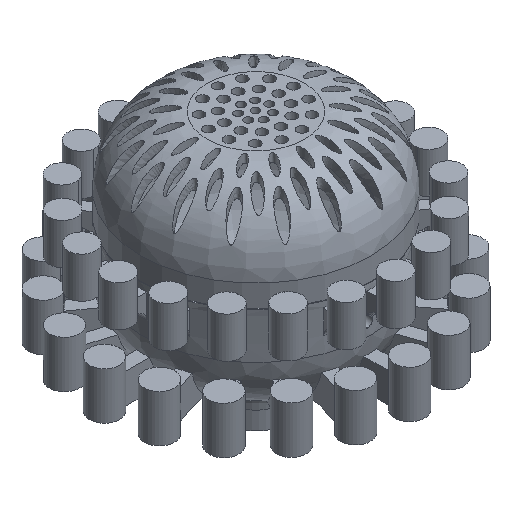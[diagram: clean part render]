
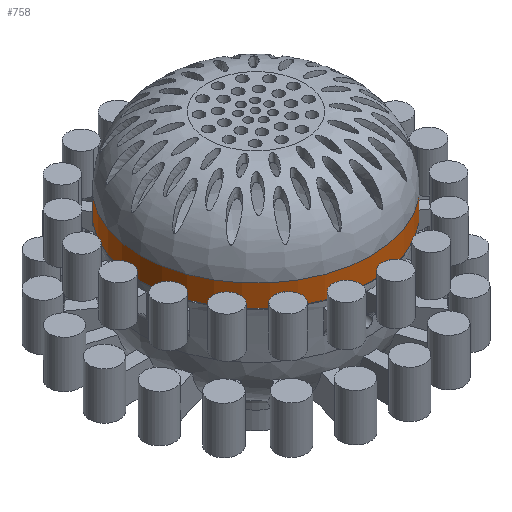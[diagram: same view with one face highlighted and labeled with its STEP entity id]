
A CAD part, isometric view. The second image highlights one B-rep face of the part: STEP entity #758.
In plain terms, the highlighted cylindrical face has radius 27.5 mm (diameter 55 mm), a full revolution.
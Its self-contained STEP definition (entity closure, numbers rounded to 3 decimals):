
#708=CARTESIAN_POINT('',(363.223,1514.67,18.616));
#709=DIRECTION('',(0.,0.,-1.));
#710=DIRECTION('',(-1.,0.,0.));
#711=AXIS2_PLACEMENT_3D('',#708,#709,#710);
#712=CYLINDRICAL_SURFACE('',#711,27.5);
#713=CARTESIAN_POINT('',(335.723,1514.67,-2.604));
#714=VERTEX_POINT('',#713);
#715=CARTESIAN_POINT('',(335.723,1514.67,2.67));
#716=VERTEX_POINT('',#715);
#717=CARTESIAN_POINT('',(335.723,1514.67,-2.604));
#718=DIRECTION('',(-0.,-0.,1.));
#719=VECTOR('',#718,5.274);
#720=LINE('',#717,#719);
#721=EDGE_CURVE('',#714,#716,#720,.T.);
#722=ORIENTED_EDGE('',*,*,#721,.T.);
#723=CARTESIAN_POINT('',(390.723,1514.67,2.67));
#724=VERTEX_POINT('',#723);
#725=CARTESIAN_POINT('',(363.223,1514.67,2.67));
#726=DIRECTION('',(-0.,-0.,-1.));
#727=DIRECTION('',(1.,0.,-0.));
#728=AXIS2_PLACEMENT_3D('',#725,#726,#727);
#729=CIRCLE('',#728,27.5);
#730=EDGE_CURVE('',#716,#724,#729,.T.);
#731=ORIENTED_EDGE('',*,*,#730,.T.);
#732=CARTESIAN_POINT('',(363.223,1514.67,2.67));
#733=DIRECTION('',(-0.,-0.,-1.));
#734=DIRECTION('',(1.,0.,-0.));
#735=AXIS2_PLACEMENT_3D('',#732,#733,#734);
#736=CIRCLE('',#735,27.5);
#737=EDGE_CURVE('',#724,#716,#736,.T.);
#738=ORIENTED_EDGE('',*,*,#737,.T.);
#739=ORIENTED_EDGE('',*,*,#721,.F.);
#740=CARTESIAN_POINT('',(390.723,1514.67,-2.604));
#741=VERTEX_POINT('',#740);
#742=CARTESIAN_POINT('',(363.223,1514.67,-2.604));
#743=DIRECTION('',(0.,0.,1.));
#744=DIRECTION('',(1.,0.,-0.));
#745=AXIS2_PLACEMENT_3D('',#742,#743,#744);
#746=CIRCLE('',#745,27.5);
#747=EDGE_CURVE('',#714,#741,#746,.T.);
#748=ORIENTED_EDGE('',*,*,#747,.T.);
#749=CARTESIAN_POINT('',(363.223,1514.67,-2.604));
#750=DIRECTION('',(0.,0.,1.));
#751=DIRECTION('',(1.,0.,-0.));
#752=AXIS2_PLACEMENT_3D('',#749,#750,#751);
#753=CIRCLE('',#752,27.5);
#754=EDGE_CURVE('',#741,#714,#753,.T.);
#755=ORIENTED_EDGE('',*,*,#754,.T.);
#756=EDGE_LOOP('',(#722,#731,#738,#739,#748,#755));
#757=FACE_BOUND('',#756,.T.);
#758=ADVANCED_FACE('',(#757),#712,.T.);
